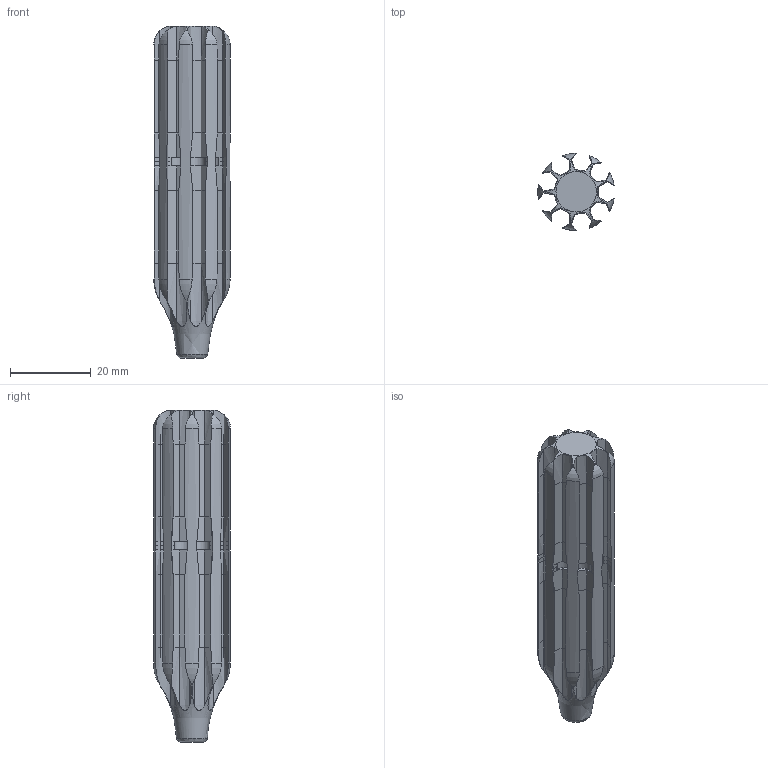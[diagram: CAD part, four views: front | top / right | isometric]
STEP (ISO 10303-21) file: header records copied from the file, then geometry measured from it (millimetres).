
FILE_DESCRIPTION(('FreeCAD Model'),'2;1');
FILE_NAME('Open CASCADE Shape Model','2022-08-24T13:50:14',(''),(''), 'Open CASCADE STEP processor 7.5','FreeCAD','Unknown');
FILE_SCHEMA(('AUTOMOTIVE_DESIGN { 1 0 10303 214 1 1 1 1 }'));
Length unit declared in the file: millimetre
Products named in the file (1): handle
Bounding box: 18.85 x 19 x 82 mm (x, y, z)
Volume: 8953 mm3; surface area: 10709 mm2
Topology: 1 solids, 1 shells, 419 faces, 1013 edges, 597 vertices
Faces by surface type: plane 261, bspline 126, cylinder 20, revolution 12
Entity records: 35398 total; most frequent: CARTESIAN_POINT 17523, DIRECTION 2392, ORIENTED_EDGE 2026, PCURVE 2026, DEFINITIONAL_REPRESENTATION 2026, LINE 1690, VECTOR 1690, B_SPLINE_CURVE_WITH_KNOTS 1278
